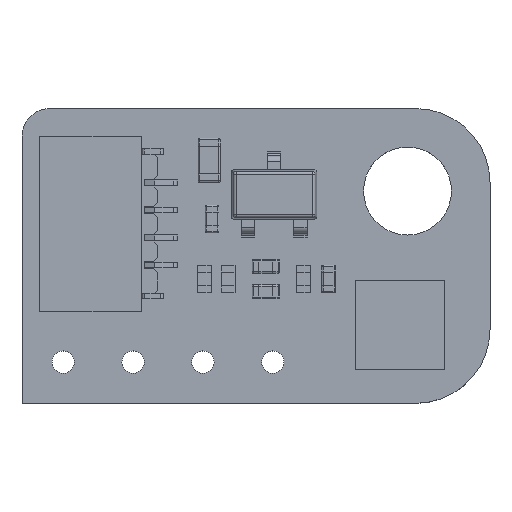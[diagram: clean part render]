
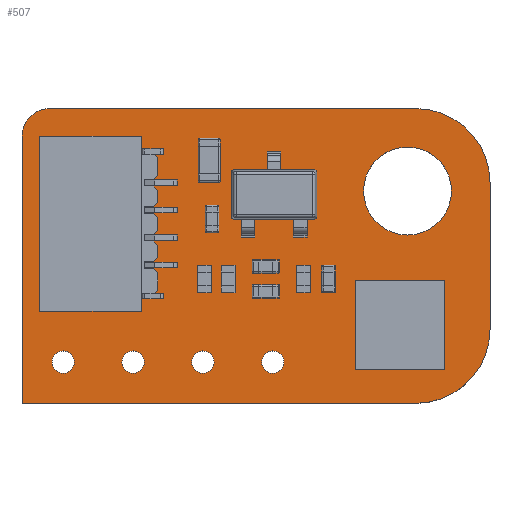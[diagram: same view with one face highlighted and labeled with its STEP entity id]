
A CAD part, top view. The second image highlights one B-rep face of the part: STEP entity #507.
In plain terms, the highlighted planar face has unit normal (0, 0, 1).
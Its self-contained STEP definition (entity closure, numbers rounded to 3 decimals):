
#96 = VERTEX_POINT('',#97);
#97 = CARTESIAN_POINT('',(0.,0.,1.691));
#103 = EDGE_CURVE('',#96,#104,#106,.T.);
#104 = VERTEX_POINT('',#105);
#105 = CARTESIAN_POINT('',(14.323,0.,1.691));
#106 = LINE('',#107,#108);
#107 = CARTESIAN_POINT('',(0.,0.,1.691));
#108 = VECTOR('',#109,1.);
#109 = DIRECTION('',(1.,0.,0.));
#134 = EDGE_CURVE('',#104,#135,#137,.T.);
#135 = VERTEX_POINT('',#136);
#136 = CARTESIAN_POINT('',(17.023,2.7,1.691));
#137 = CIRCLE('',#138,2.701);
#138 = AXIS2_PLACEMENT_3D('',#139,#140,#141);
#139 = CARTESIAN_POINT('',(14.322,2.701,1.691));
#140 = DIRECTION('',(0.,0.,1.));
#141 = DIRECTION('',(0.,-1.,0.));
#167 = EDGE_CURVE('',#135,#168,#170,.T.);
#168 = VERTEX_POINT('',#169);
#169 = CARTESIAN_POINT('',(17.023,8.021,1.691));
#170 = LINE('',#171,#172);
#171 = CARTESIAN_POINT('',(17.023,2.7,1.691));
#172 = VECTOR('',#173,1.);
#173 = DIRECTION('',(0.,1.,0.));
#198 = EDGE_CURVE('',#168,#199,#201,.T.);
#199 = VERTEX_POINT('',#200);
#200 = CARTESIAN_POINT('',(14.323,10.721,1.691));
#201 = CIRCLE('',#202,2.701);
#202 = AXIS2_PLACEMENT_3D('',#203,#204,#205);
#203 = CARTESIAN_POINT('',(14.322,8.02,1.691));
#204 = DIRECTION('',(0.,0.,1.));
#205 = DIRECTION('',(1.,0.,-0.));
#231 = EDGE_CURVE('',#199,#232,#234,.T.);
#232 = VERTEX_POINT('',#233);
#233 = CARTESIAN_POINT('',(1.,10.721,1.691));
#234 = LINE('',#235,#236);
#235 = CARTESIAN_POINT('',(14.323,10.721,1.691));
#236 = VECTOR('',#237,1.);
#237 = DIRECTION('',(-1.,0.,0.));
#262 = EDGE_CURVE('',#232,#263,#265,.T.);
#263 = VERTEX_POINT('',#264);
#264 = CARTESIAN_POINT('',(0.,9.721,1.691));
#265 = CIRCLE('',#266,1.);
#266 = AXIS2_PLACEMENT_3D('',#267,#268,#269);
#267 = CARTESIAN_POINT('',(1.,9.721,1.691));
#268 = DIRECTION('',(0.,0.,1.));
#269 = DIRECTION('',(0.,1.,0.));
#295 = EDGE_CURVE('',#263,#96,#296,.T.);
#296 = LINE('',#297,#298);
#297 = CARTESIAN_POINT('',(0.,9.721,1.691));
#298 = VECTOR('',#299,1.);
#299 = DIRECTION('',(0.,-1.,0.));
#319 = VERTEX_POINT('',#320);
#320 = CARTESIAN_POINT('',(4.446,1.5,1.691));
#326 = EDGE_CURVE('',#319,#319,#327,.T.);
#327 = CIRCLE('',#328,0.406);
#328 = AXIS2_PLACEMENT_3D('',#329,#330,#331);
#329 = CARTESIAN_POINT('',(4.04,1.5,1.691));
#330 = DIRECTION('',(0.,0.,1.));
#331 = DIRECTION('',(1.,0.,-0.));
#352 = VERTEX_POINT('',#353);
#353 = CARTESIAN_POINT('',(1.906,1.5,1.691));
#359 = EDGE_CURVE('',#352,#352,#360,.T.);
#360 = CIRCLE('',#361,0.406);
#361 = AXIS2_PLACEMENT_3D('',#362,#363,#364);
#362 = CARTESIAN_POINT('',(1.5,1.5,1.691));
#363 = DIRECTION('',(0.,0.,1.));
#364 = DIRECTION('',(1.,0.,-0.));
#385 = VERTEX_POINT('',#386);
#386 = CARTESIAN_POINT('',(6.986,1.5,1.691));
#392 = EDGE_CURVE('',#385,#385,#393,.T.);
#393 = CIRCLE('',#394,0.406);
#394 = AXIS2_PLACEMENT_3D('',#395,#396,#397);
#395 = CARTESIAN_POINT('',(6.58,1.5,1.691));
#396 = DIRECTION('',(0.,0.,1.));
#397 = DIRECTION('',(1.,0.,-0.));
#418 = VERTEX_POINT('',#419);
#419 = CARTESIAN_POINT('',(9.526,1.5,1.691));
#425 = EDGE_CURVE('',#418,#418,#426,.T.);
#426 = CIRCLE('',#427,0.406);
#427 = AXIS2_PLACEMENT_3D('',#428,#429,#430);
#428 = CARTESIAN_POINT('',(9.12,1.5,1.691));
#429 = DIRECTION('',(0.,0.,1.));
#430 = DIRECTION('',(1.,0.,-0.));
#451 = VERTEX_POINT('',#452);
#452 = CARTESIAN_POINT('',(15.623,7.721,1.691));
#458 = EDGE_CURVE('',#451,#451,#459,.T.);
#459 = CIRCLE('',#460,1.6);
#460 = AXIS2_PLACEMENT_3D('',#461,#462,#463);
#461 = CARTESIAN_POINT('',(14.023,7.721,1.691));
#462 = DIRECTION('',(0.,0.,1.));
#463 = DIRECTION('',(1.,0.,-0.));
#507 = ADVANCED_FACE('',(#508,#517,#520,#523,#526,#529),#532,.T.);
#508 = FACE_BOUND('',#509,.T.);
#509 = EDGE_LOOP('',(#510,#511,#512,#513,#514,#515,#516));
#510 = ORIENTED_EDGE('',*,*,#103,.T.);
#511 = ORIENTED_EDGE('',*,*,#134,.T.);
#512 = ORIENTED_EDGE('',*,*,#167,.T.);
#513 = ORIENTED_EDGE('',*,*,#198,.T.);
#514 = ORIENTED_EDGE('',*,*,#231,.T.);
#515 = ORIENTED_EDGE('',*,*,#262,.T.);
#516 = ORIENTED_EDGE('',*,*,#295,.T.);
#517 = FACE_BOUND('',#518,.T.);
#518 = EDGE_LOOP('',(#519));
#519 = ORIENTED_EDGE('',*,*,#326,.F.);
#520 = FACE_BOUND('',#521,.T.);
#521 = EDGE_LOOP('',(#522));
#522 = ORIENTED_EDGE('',*,*,#359,.F.);
#523 = FACE_BOUND('',#524,.T.);
#524 = EDGE_LOOP('',(#525));
#525 = ORIENTED_EDGE('',*,*,#392,.F.);
#526 = FACE_BOUND('',#527,.T.);
#527 = EDGE_LOOP('',(#528));
#528 = ORIENTED_EDGE('',*,*,#425,.F.);
#529 = FACE_BOUND('',#530,.T.);
#530 = EDGE_LOOP('',(#531));
#531 = ORIENTED_EDGE('',*,*,#458,.F.);
#532 = PLANE('',#533);
#533 = AXIS2_PLACEMENT_3D('',#534,#535,#536);
#534 = CARTESIAN_POINT('',(8.171,5.313,1.691));
#535 = DIRECTION('',(0.,0.,1.));
#536 = DIRECTION('',(1.,0.,-0.));
